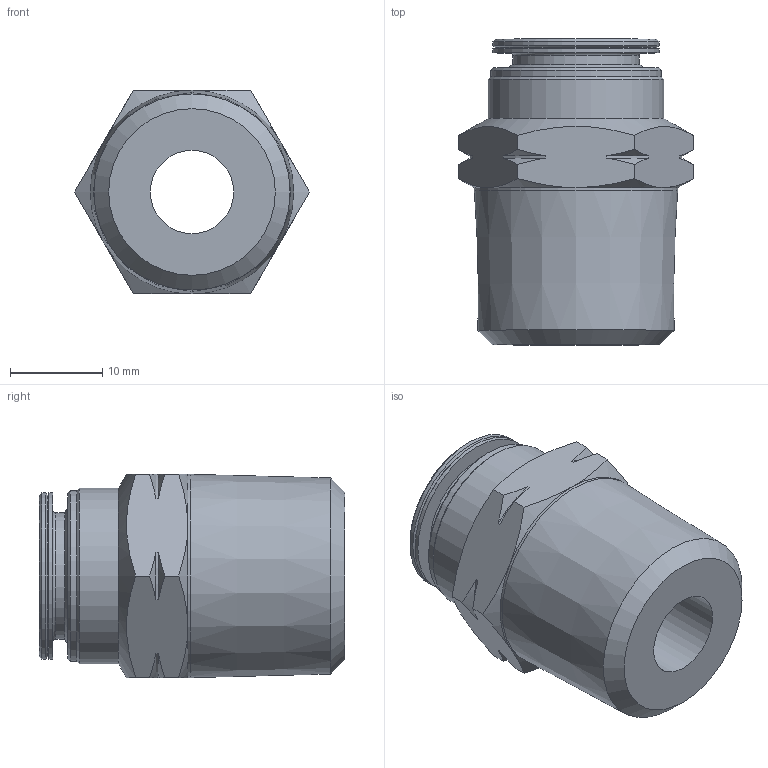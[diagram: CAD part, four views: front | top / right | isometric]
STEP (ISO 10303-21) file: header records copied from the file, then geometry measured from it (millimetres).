
FILE_DESCRIPTION(( 'MM.11.12.12.stp' ), '1');
FILE_NAME( 'MM.11.12.12.stp', '2021-03-02T15:05:43',( 'Sopra'),('sopra-pneumatic.com'), 'SwSTEP 2.0','SolidWorks 2009','' );
FILE_SCHEMA( ( 'CONFIG_CONTROL_DESIGN' ) );
Length unit declared in the file: millimetre
Products named in the file (1): Rivoluzione1
Bounding box: 25.4 x 33.09 x 22 mm (x, y, z)
Volume: 7840.8 mm3; surface area: 4097.5 mm2
Topology: 1 solids, 1 shells, 58 faces, 139 edges, 86 vertices
Faces by surface type: cone 31, cylinder 15, plane 11, torus 1
Full cylindrical faces by diameter (mm): 9 x1, 12.85 x1, 13.65 x1, 17.5 x1, 18 x2, 18.5 x1, 19 x1, 22 x1
Entity records: 1630 total; most frequent: CARTESIAN_POINT 399, DIRECTION 232, ORIENTED_EDGE 226, EDGE_CURVE 113, AXIS2_PLACEMENT_3D 104, EDGE_LOOP 86, VERTEX_POINT 83, FACE_OUTER_BOUND 68
